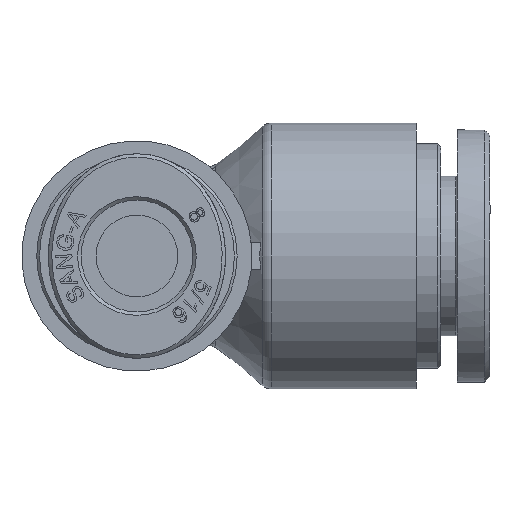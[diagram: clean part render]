
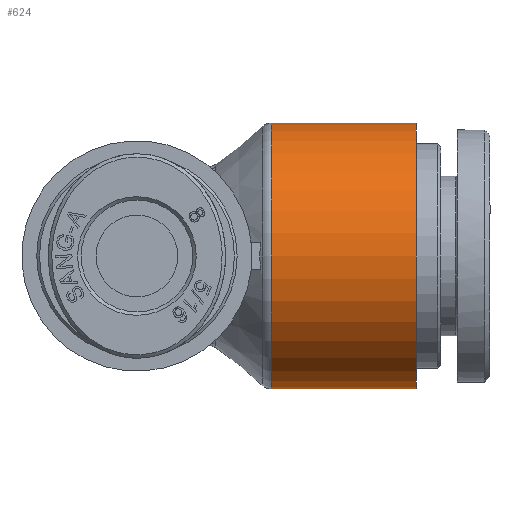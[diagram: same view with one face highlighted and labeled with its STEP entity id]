
A CAD part, front view. The second image highlights one B-rep face of the part: STEP entity #624.
In plain terms, the highlighted cylindrical face has radius 9.75 mm (diameter 19.5 mm), a full revolution.
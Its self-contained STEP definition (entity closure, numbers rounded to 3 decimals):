
#593=CARTESIAN_POINT('',(9.855,9.75,0.));
#594=VERTEX_POINT('',#593);
#595=CARTESIAN_POINT('',(9.855,0.,0.0));
#596=DIRECTION('',(-1.0,0.0,0.0));
#597=DIRECTION('',(0.0,-1.0,0.0));
#598=AXIS2_PLACEMENT_3D('',#595,#596,#597);
#599=CIRCLE('',#598,9.75);
#600=EDGE_CURVE('',#594,#594,#599,.T.);
#605=CARTESIAN_POINT('',(15.,0.,0.0));
#606=DIRECTION('',(1.0,0.,0.0));
#607=DIRECTION('',(0.0,1.0,0.0));
#608=AXIS2_PLACEMENT_3D('',#605,#606,#607);
#609=CYLINDRICAL_SURFACE('',#608,9.75);
#610=CARTESIAN_POINT('',(20.5,9.75,0.0));
#611=VERTEX_POINT('',#610);
#612=CARTESIAN_POINT('',(20.5,0.,0.0));
#613=DIRECTION('',(1.0,0.0,0.0));
#614=DIRECTION('',(0.0,1.0,0.0));
#615=AXIS2_PLACEMENT_3D('',#612,#613,#614);
#616=CIRCLE('',#615,9.75);
#617=EDGE_CURVE('',#611,#611,#616,.T.);
#618=ORIENTED_EDGE('',*,*,#617,.F.);
#619=EDGE_LOOP('',(#618));
#620=FACE_OUTER_BOUND('',#619,.T.);
#621=ORIENTED_EDGE('',*,*,#600,.F.);
#622=EDGE_LOOP('',(#621));
#623=FACE_BOUND('',#622,.T.);
#624=ADVANCED_FACE('',(#620,#623),#609,.T.);
